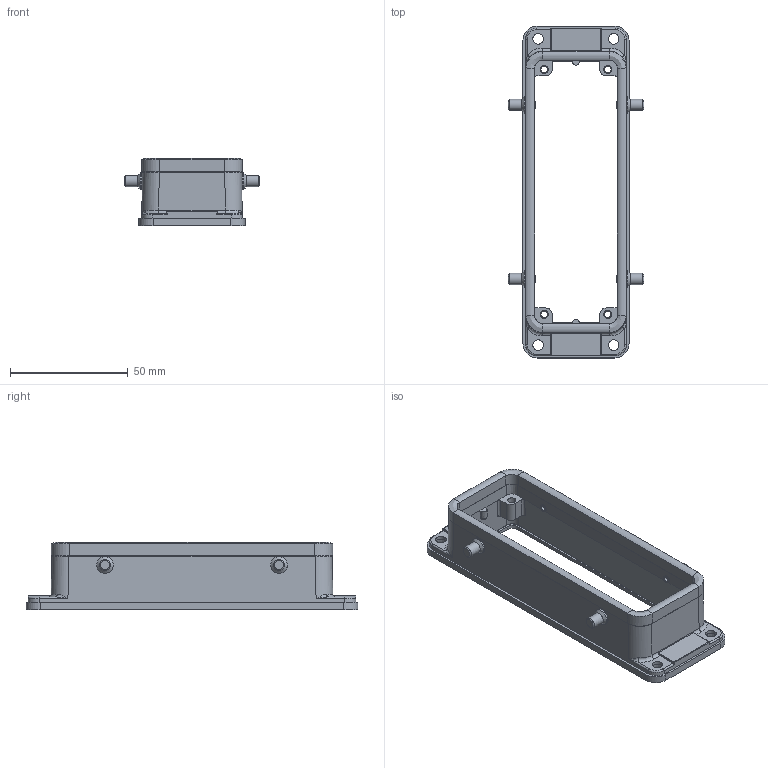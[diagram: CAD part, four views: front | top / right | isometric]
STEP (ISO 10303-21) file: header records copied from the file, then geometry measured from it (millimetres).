
FILE_DESCRIPTION(/* description */ (''),/* implementation_level */ '2;1');
FILE_NAME(/* name */ 'H24B-BK-4B.stp',/* time_stamp */ '2026-03-10T15:53:26+03:00',/* author */ ('krute'),/* organization */ (''),/* preprocessor_version */ 'ST-DEVELOPER v20.1',/* originating_system */ 'Autodesk Inventor 2026',/* authorisation */ '');
FILE_SCHEMA (('CONFIG_CONTROL_DESIGN'));
Length unit declared in the file: millimetre
Products named in the file (1): H24B-BK-4B
Bounding box: 57.67 x 141.1 x 28.5 mm (x, y, z)
Volume: 36779.1 mm3; surface area: 25894.1 mm2
Topology: 1 solids, 4 shells, 317 faces, 794 edges, 497 vertices
Faces by surface type: plane 129, cylinder 124, bspline 36, cone 18, torus 8, sphere 2
Full cylindrical faces by diameter (mm): 2.3 x4, 2.843 x4, 3 x4, 3.4 x4, 4.5 x8, 4.8 x4, 7 x4
Entity records: 11806 total; most frequent: CARTESIAN_POINT 4228, DIRECTION 1572, ORIENTED_EDGE 1570, EDGE_CURVE 785, AXIS2_PLACEMENT_3D 584, VERTEX_POINT 497, LINE 404, VECTOR 404
